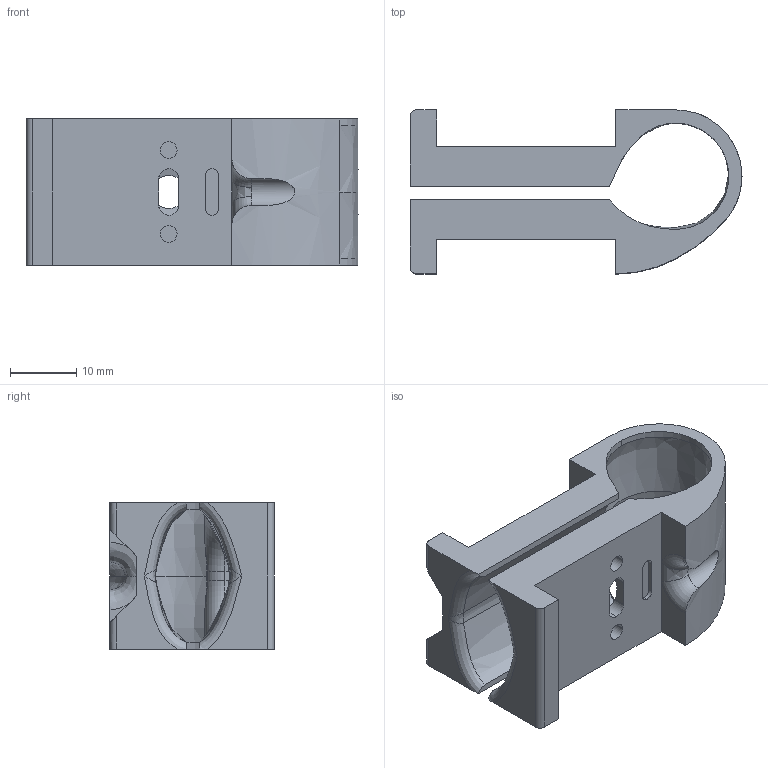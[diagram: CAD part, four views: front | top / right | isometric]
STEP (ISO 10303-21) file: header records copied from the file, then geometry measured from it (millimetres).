
FILE_DESCRIPTION (( 'STEP AP214' ), '1' );
FILE_NAME ('finger_clamp23.STEP', '2017-09-20T10:27:00', ( '' ), ( '' ), 'SwSTEP 2.0', 'SolidWorks 2016', '' );
FILE_SCHEMA (( 'AUTOMOTIVE_DESIGN' ));
Length unit declared in the file: millimetre
Products named in the file (1): finger_clamp23
Bounding box: 50 x 24.7 x 22 mm (x, y, z)
Volume: 8314.6 mm3; surface area: 7037.8 mm2
Topology: 1 solids, 1 shells, 113 faces, 312 edges, 201 vertices
Faces by surface type: plane 40, cylinder 38, bspline 30, torus 5
Entity records: 5769 total; most frequent: CARTESIAN_POINT 3103, ORIENTED_EDGE 620, DIRECTION 448, EDGE_CURVE 310, VERTEX_POINT 201, AXIS2_PLACEMENT_3D 162, VECTOR 124, LINE 124
